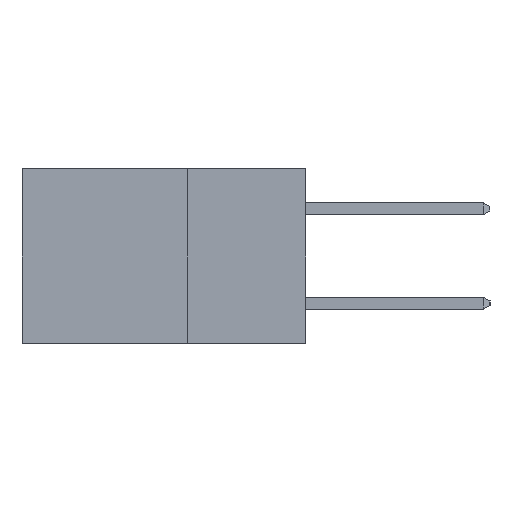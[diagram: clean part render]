
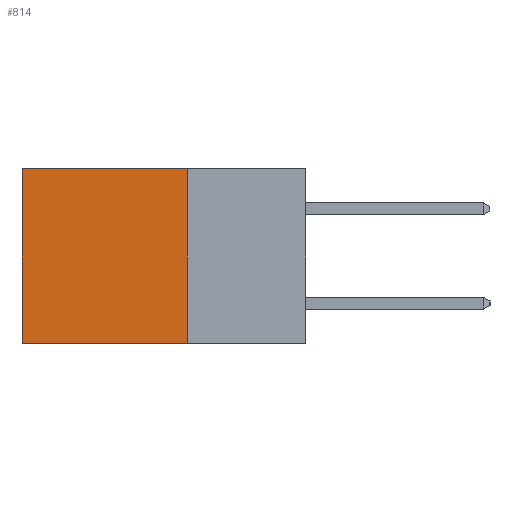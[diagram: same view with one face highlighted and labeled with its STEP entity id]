
A CAD part, left-side view. The second image highlights one B-rep face of the part: STEP entity #814.
In plain terms, the highlighted planar face has unit normal (-1, 0, 0).
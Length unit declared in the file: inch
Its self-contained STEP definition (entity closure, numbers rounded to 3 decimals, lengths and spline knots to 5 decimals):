
#197 = CARTESIAN_POINT ( 'NONE',  ( 0.2615, 0.25, -0.37 ) ) ;
#229 = VERTEX_POINT ( 'NONE', #6581 ) ;
#267 = CARTESIAN_POINT ( 'NONE',  ( 0.2615, 0.25, -0.37 ) ) ;
#814 = ADVANCED_FACE ( 'NONE', ( #3331 ), #6887, .F. ) ;
#906 = CARTESIAN_POINT ( 'NONE',  ( 0.2615, 0.25, -0.37 ) ) ;
#1113 = LINE ( 'NONE', #7580, #1843 ) ;
#1767 = DIRECTION ( 'NONE',  ( 0., 1., 0. ) ) ;
#1802 = DIRECTION ( 'NONE',  ( 0., 0., -1. ) ) ;
#1843 = VECTOR ( 'NONE', #8323, 39.37008 ) ;
#2088 = DIRECTION ( 'NONE',  ( 1., 0., 0. ) ) ;
#2196 = EDGE_CURVE ( 'NONE', #8976, #2655, #9461, .T. ) ;
#2574 = CARTESIAN_POINT ( 'NONE',  ( 0.2615, 0.6, -0.37 ) ) ;
#2602 = DIRECTION ( 'NONE',  ( 0., 0., -1. ) ) ;
#2655 = VERTEX_POINT ( 'NONE', #3058 ) ;
#3058 = CARTESIAN_POINT ( 'NONE',  ( 0.2615, 0.6, -0.37 ) ) ;
#3331 = FACE_OUTER_BOUND ( 'NONE', #4401, .T. ) ;
#3947 = AXIS2_PLACEMENT_3D ( 'NONE', #906, #2088, #6469 ) ;
#4225 = ORIENTED_EDGE ( 'NONE', *, *, #2196, .F. ) ;
#4401 = EDGE_LOOP ( 'NONE', ( #6591, #4225, #6306, #9179 ) ) ;
#5215 = LINE ( 'NONE', #2574, #7208 ) ;
#6172 = CARTESIAN_POINT ( 'NONE',  ( 0.2615, 0.25, -0.37 ) ) ;
#6306 = ORIENTED_EDGE ( 'NONE', *, *, #9097, .F. ) ;
#6469 = DIRECTION ( 'NONE',  ( 0., 0., -1. ) ) ;
#6581 = CARTESIAN_POINT ( 'NONE',  ( 0.2615, 0.25, 0. ) ) ;
#6591 = ORIENTED_EDGE ( 'NONE', *, *, #8468, .T. ) ;
#6651 = VECTOR ( 'NONE', #1802, 39.37008 ) ;
#6702 = VERTEX_POINT ( 'NONE', #7878 ) ;
#6887 = PLANE ( 'NONE',  #3947 ) ;
#6923 = EDGE_CURVE ( 'NONE', #229, #6702, #1113, .T. ) ;
#7208 = VECTOR ( 'NONE', #2602, 39.37008 ) ;
#7512 = VECTOR ( 'NONE', #1767, 39.37008 ) ;
#7580 = CARTESIAN_POINT ( 'NONE',  ( 0.2615, 0.25, 0. ) ) ;
#7878 = CARTESIAN_POINT ( 'NONE',  ( 0.2615, 0.6, 0. ) ) ;
#8323 = DIRECTION ( 'NONE',  ( 0., 1., 0. ) ) ;
#8468 = EDGE_CURVE ( 'NONE', #6702, #2655, #5215, .T. ) ;
#8629 = LINE ( 'NONE', #267, #6651 ) ;
#8976 = VERTEX_POINT ( 'NONE', #6172 ) ;
#9097 = EDGE_CURVE ( 'NONE', #229, #8976, #8629, .T. ) ;
#9179 = ORIENTED_EDGE ( 'NONE', *, *, #6923, .T. ) ;
#9461 = LINE ( 'NONE', #197, #7512 ) ;
